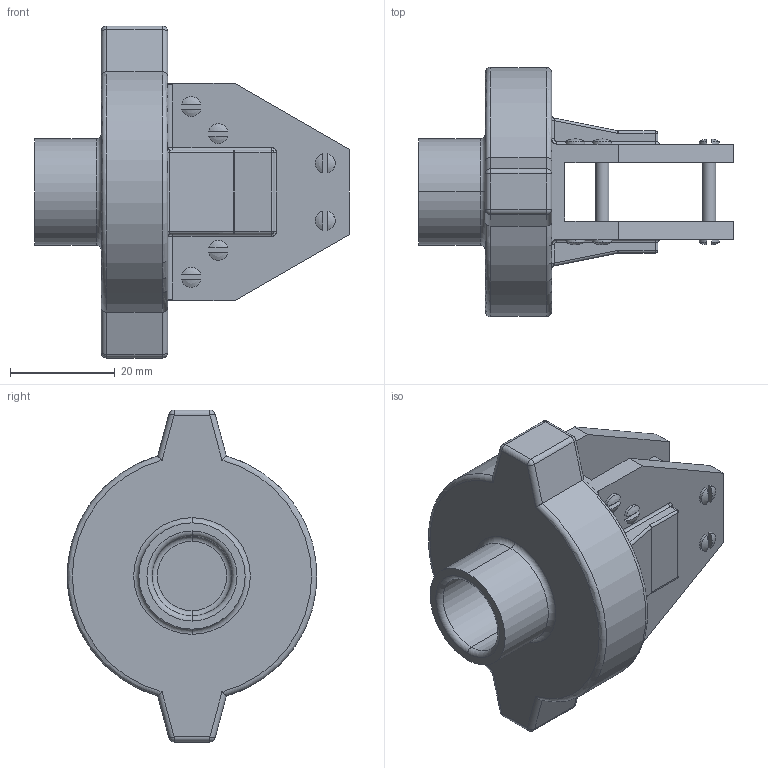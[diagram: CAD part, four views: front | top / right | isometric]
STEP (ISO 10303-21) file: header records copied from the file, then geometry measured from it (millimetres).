
FILE_DESCRIPTION((''),'2;1');
FILE_NAME('SM_SROBOT_METACARPLES','2021-08-20T',('Home'),(''),'CREO PARAMETRIC BY PTC INC, 2014350','CREO PARAMETRIC BY PTC INC, 2014350','');
FILE_SCHEMA(('CONFIG_CONTROL_DESIGN'));
Length unit declared in the file: millimetre
Products named in the file (1): SM_SROBOT_METACARPLES
Bounding box: 60.1 x 47.69 x 63.5 mm (x, y, z)
Volume: 37528 mm3; surface area: 13023.4 mm2
Topology: 1 solids, 1 shells, 226 faces, 542 edges, 334 vertices
Faces by surface type: cylinder 96, plane 64, sphere 36, torus 18, bspline 12
Entity records: 7138 total; most frequent: CARTESIAN_POINT 1764, DIRECTION 1188, ORIENTED_EDGE 1064, EDGE_CURVE 532, AXIS2_PLACEMENT_3D 474, VERTEX_POINT 334, EDGE_LOOP 260, CIRCLE 260
